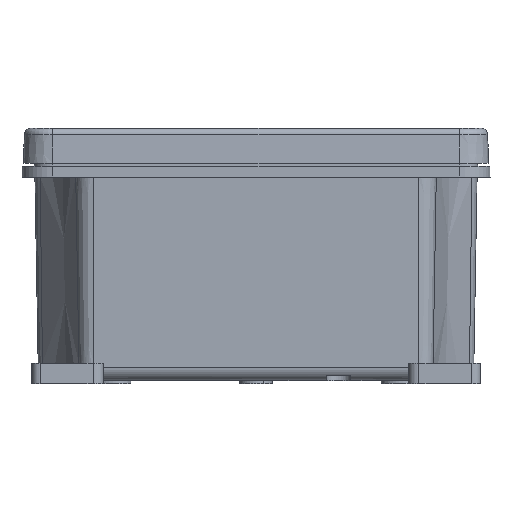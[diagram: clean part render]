
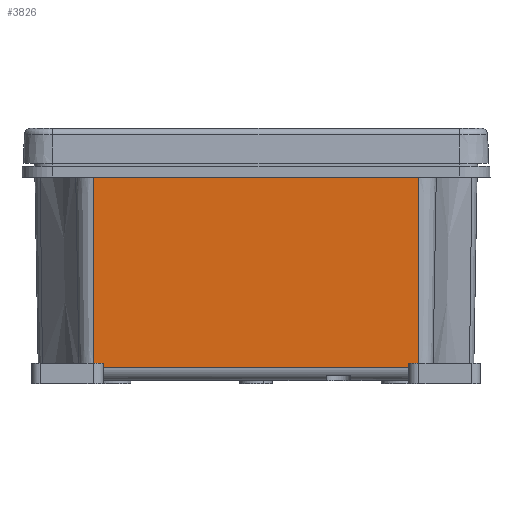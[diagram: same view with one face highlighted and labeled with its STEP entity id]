
A CAD part, front view. The second image highlights one B-rep face of the part: STEP entity #3826.
In plain terms, the highlighted planar face has unit normal (0, -1, -0.018).
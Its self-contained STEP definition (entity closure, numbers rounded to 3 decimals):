
#58=DIRECTION('',(-1.,0.,0.));
#59=VECTOR('',#58,78.573);
#60=CARTESIAN_POINT('',(39.294,-66.105,50.1));
#61=LINE('',#60,#59);
#917=DIRECTION('',(0.,0.017,-1.));
#918=VECTOR('',#917,45.107);
#919=CARTESIAN_POINT('',(39.294,-66.105,50.1));
#920=LINE('',#919,#918);
#921=DIRECTION('',(1.,0.,0.));
#922=VECTOR('',#921,2.297);
#923=CARTESIAN_POINT('',(-39.279,-65.316,5.));
#924=LINE('',#923,#922);
#925=DIRECTION('',(0.,0.017,-1.));
#926=VECTOR('',#925,45.107);
#927=CARTESIAN_POINT('',(-39.28,-66.104,50.1));
#928=LINE('',#927,#926);
#1033=DIRECTION('',(-1.,0.,0.));
#1034=VECTOR('',#1033,2.297);
#1035=CARTESIAN_POINT('',(39.294,-65.318,5.));
#1036=LINE('',#1035,#1034);
#1114=DIRECTION('',(0.,0.017,-1.));
#1115=VECTOR('',#1114,1.106);
#1116=CARTESIAN_POINT('',(36.997,-65.318,5.));
#1117=LINE('',#1116,#1115);
#1988=DIRECTION('',(0.,-0.017,1.));
#1989=VECTOR('',#1988,1.106);
#1990=CARTESIAN_POINT('',(-36.982,-65.297,
3.894));
#1991=LINE('',#1990,#1989);
#2103=DIRECTION('',(-1.,0.,0.));
#2104=VECTOR('',#2103,73.979);
#2105=CARTESIAN_POINT('',(36.997,-65.299,3.894));
#2106=LINE('',#2105,#2104);
#2242=CARTESIAN_POINT('',(36.997,-65.318,5.));
#2243=CARTESIAN_POINT('',(36.997,-65.299,3.894));
#2244=VERTEX_POINT('',#2242);
#2245=VERTEX_POINT('',#2243);
#2256=CARTESIAN_POINT('',(-36.982,-65.297,
3.894));
#2257=VERTEX_POINT('',#2256);
#2261=CARTESIAN_POINT('',(39.294,-65.318,5.));
#2263=VERTEX_POINT('',#2261);
#2264=CARTESIAN_POINT('',(-39.279,-65.316,
5.));
#2265=CARTESIAN_POINT('',(-36.982,-65.316,
5.));
#2266=VERTEX_POINT('',#2264);
#2267=VERTEX_POINT('',#2265);
#2554=CARTESIAN_POINT('',(39.294,-66.105,50.1));
#2555=CARTESIAN_POINT('',(-39.28,-66.104,
50.1));
#2556=VERTEX_POINT('',#2554);
#2557=VERTEX_POINT('',#2555);
#3804=CARTESIAN_POINT('',(-39.279,-65.213,
-0.938));
#3805=DIRECTION('',(0.,-1.,-0.017));
#3806=DIRECTION('',(1.,0.,0.));
#3807=AXIS2_PLACEMENT_3D('',#3804,#3805,#3806);
#3808=PLANE('',#3807);
#3810=ORIENTED_EDGE('',*,*,#3809,.F.);
#3811=ORIENTED_EDGE('',*,*,#2838,.F.);
#3813=ORIENTED_EDGE('',*,*,#3812,.T.);
#3815=ORIENTED_EDGE('',*,*,#3814,.T.);
#3817=ORIENTED_EDGE('',*,*,#3816,.T.);
#3819=ORIENTED_EDGE('',*,*,#3818,.T.);
#3821=ORIENTED_EDGE('',*,*,#3820,.T.);
#3823=ORIENTED_EDGE('',*,*,#3822,.F.);
#3824=EDGE_LOOP('',(#3810,#3811,#3813,#3815,#3817,#3819,#3821,#3823));
#3825=FACE_OUTER_BOUND('',#3824,.F.);
#3826=ADVANCED_FACE('',(#3825),#3808,.T.);
#2838=EDGE_CURVE('',#2556,#2557,#61,.T.);
#3809=EDGE_CURVE('',#2557,#2266,#928,.T.);
#3812=EDGE_CURVE('',#2556,#2263,#920,.T.);
#3814=EDGE_CURVE('',#2263,#2244,#1036,.T.);
#3816=EDGE_CURVE('',#2244,#2245,#1117,.T.);
#3818=EDGE_CURVE('',#2245,#2257,#2106,.T.);
#3820=EDGE_CURVE('',#2257,#2267,#1991,.T.);
#3822=EDGE_CURVE('',#2266,#2267,#924,.T.);
